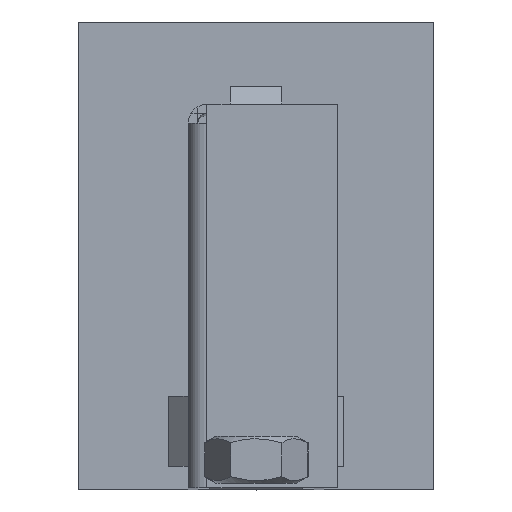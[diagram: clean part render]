
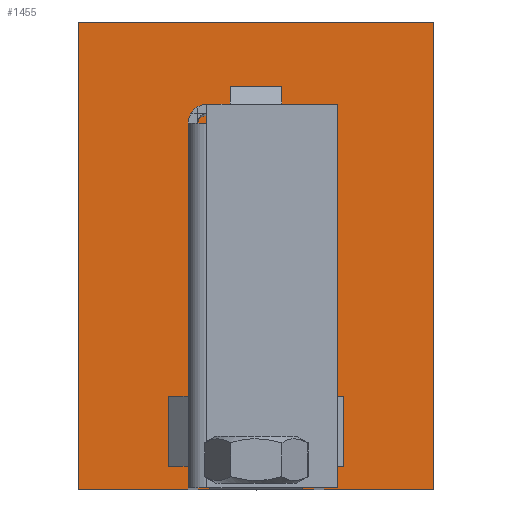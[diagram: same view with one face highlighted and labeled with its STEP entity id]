
A CAD part, top view. The second image highlights one B-rep face of the part: STEP entity #1455.
In plain terms, the highlighted face is planar.
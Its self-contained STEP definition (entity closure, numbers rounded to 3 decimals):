
#242=LINE($,#13289,#370);
#243=LINE($,#13291,#371);
#244=LINE($,#13293,#372);
#245=LINE($,#13294,#373);
#370=VECTOR($,#1969,76.);
#371=VECTOR($,#1970,100.);
#372=VECTOR($,#1971,76.);
#373=VECTOR($,#1972,100.);
#446=PLANE($,#1603);
#542=FACE_OUTER_BOUND($,#646,.T.);
#646=EDGE_LOOP($,(#1301,#1302,#1303,#1304));
#786=VERTEX_POINT($,#13287);
#787=VERTEX_POINT($,#13288);
#788=VERTEX_POINT($,#13290);
#789=VERTEX_POINT($,#13292);
#964=EDGE_CURVE($,#786,#787,#242,.T.);
#965=EDGE_CURVE($,#786,#788,#243,.T.);
#966=EDGE_CURVE($,#789,#788,#244,.T.);
#967=EDGE_CURVE($,#787,#789,#245,.T.);
#1301=ORIENTED_EDGE($,*,*,#964,.F.);
#1302=ORIENTED_EDGE($,*,*,#965,.T.);
#1303=ORIENTED_EDGE($,*,*,#966,.F.);
#1304=ORIENTED_EDGE($,*,*,#967,.F.);
#1455=ADVANCED_FACE($,(#542),#446,.T.);
#1603=AXIS2_PLACEMENT_3D($,#13286,#1967,#1968);
#1967=DIRECTION('center_axis',(0.,-1.,0.));
#1968=DIRECTION('ref_axis',(1.,0.,0.));
#1969=DIRECTION($,(-1.,0.,0.));
#1970=DIRECTION($,(0.,0.,1.));
#1971=DIRECTION($,(1.,0.,0.));
#1972=DIRECTION($,(0.,0.,1.));
#13286=CARTESIAN_POINT('Origin',(-68.373,10.037,0.));
#13287=CARTESIAN_POINT('',(7.627,10.037,0.));
#13288=CARTESIAN_POINT('',(-68.373,10.037,0.));
#13289=CARTESIAN_POINT($,(7.627,10.037,0.));
#13290=CARTESIAN_POINT('',(7.627,10.037,100.));
#13291=CARTESIAN_POINT($,(7.627,10.037,0.));
#13292=CARTESIAN_POINT('',(-68.373,10.037,100.));
#13293=CARTESIAN_POINT($,(7.627,10.037,100.));
#13294=CARTESIAN_POINT($,(-68.373,10.037,0.));
